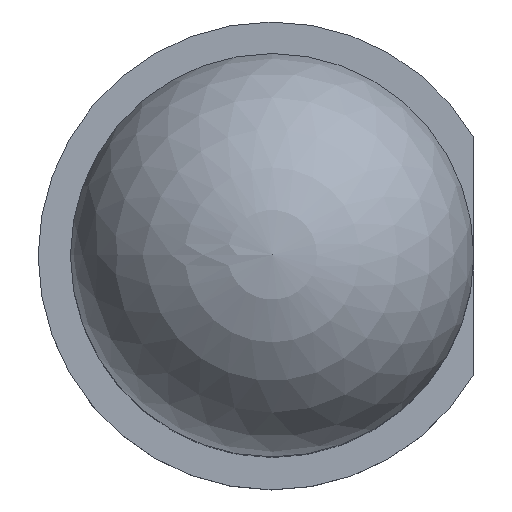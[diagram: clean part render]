
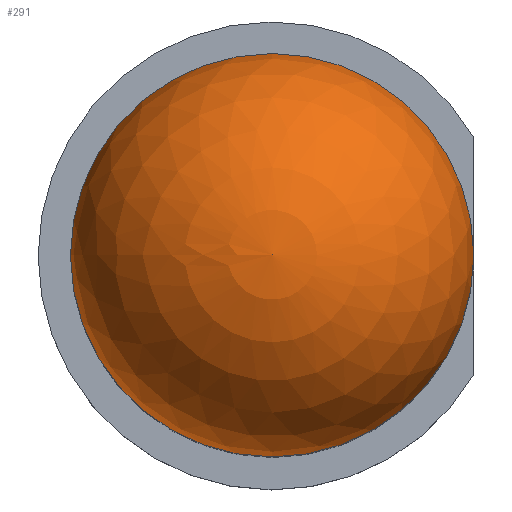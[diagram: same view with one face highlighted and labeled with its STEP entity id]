
A CAD part, top view. The second image highlights one B-rep face of the part: STEP entity #291.
In plain terms, the highlighted spherical face has radius 2.5 mm.
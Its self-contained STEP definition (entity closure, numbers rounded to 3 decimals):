
#18=CIRCLE('',#322,2.5);
#19=CIRCLE('',#323,2.5);
#20=CIRCLE('',#324,2.5);
#24=SPHERICAL_SURFACE('',#321,2.5);
#35=FACE_OUTER_BOUND('',#51,.T.);
#51=EDGE_LOOP('',(#219,#220,#221,#222));
#135=VERTEX_POINT('',#461);
#136=VERTEX_POINT('',#462);
#137=VERTEX_POINT('',#464);
#167=EDGE_CURVE('',#135,#136,#18,.T.);
#168=EDGE_CURVE('',#137,#136,#19,.T.);
#169=EDGE_CURVE('',#136,#135,#20,.T.);
#219=ORIENTED_EDGE('',*,*,#167,.T.);
#220=ORIENTED_EDGE('',*,*,#168,.F.);
#221=ORIENTED_EDGE('',*,*,#168,.T.);
#222=ORIENTED_EDGE('',*,*,#169,.T.);
#291=ADVANCED_FACE('',(#35),#24,.T.);
#321=AXIS2_PLACEMENT_3D('',#460,#379,#380);
#322=AXIS2_PLACEMENT_3D('',#463,#381,#382);
#323=AXIS2_PLACEMENT_3D('',#465,#383,#384);
#324=AXIS2_PLACEMENT_3D('',#466,#385,#386);
#379=DIRECTION('center_axis',(0.,0.,1.));
#380=DIRECTION('ref_axis',(1.,0.,0.));
#381=DIRECTION('center_axis',(0.,0.,1.));
#382=DIRECTION('ref_axis',(-1.,0.,0.));
#383=DIRECTION('center_axis',(0.,-1.,0.));
#384=DIRECTION('ref_axis',(-1.,0.,0.));
#385=DIRECTION('center_axis',(0.,0.,1.));
#386=DIRECTION('ref_axis',(-1.,0.,0.));
#460=CARTESIAN_POINT('Origin',(0.07,0.,6.));
#461=CARTESIAN_POINT('',(2.57,0.,6.));
#462=CARTESIAN_POINT('',(-2.43,0.,6.));
#463=CARTESIAN_POINT('Origin',(0.07,0.,6.));
#464=CARTESIAN_POINT('',(0.07,0.,8.5));
#465=CARTESIAN_POINT('Origin',(0.07,0.,6.));
#466=CARTESIAN_POINT('Origin',(0.07,0.,6.));
